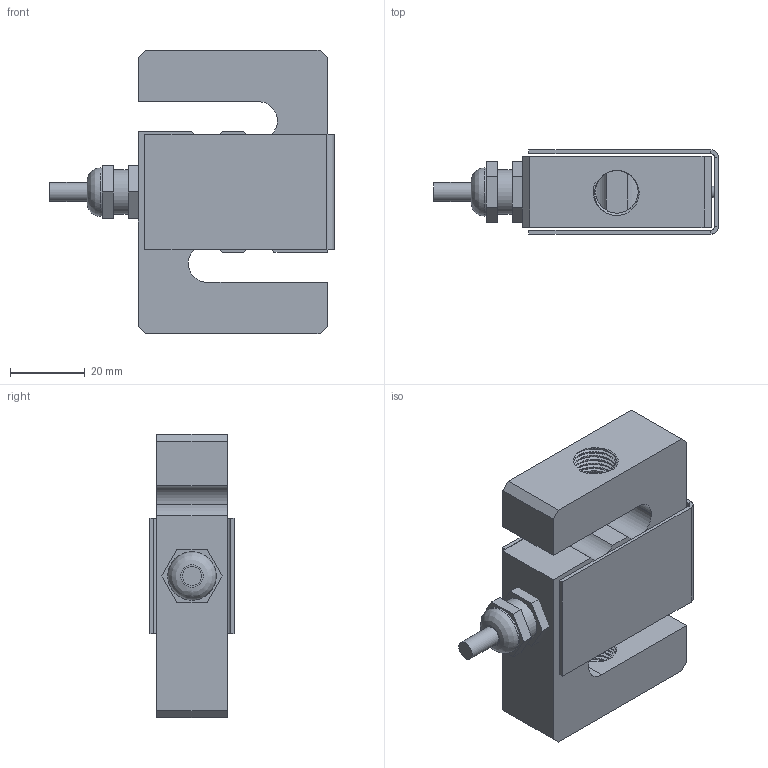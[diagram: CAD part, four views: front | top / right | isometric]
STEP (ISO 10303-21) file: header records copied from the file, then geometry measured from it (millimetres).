
FILE_DESCRIPTION(/* description */ (''),/* implementation_level */ '2;1');
FILE_NAME(/* name */ '101NSGS-500lb v2.step',/* time_stamp */ '2020-01-23T11:42:27-08:00',/* author */ (''),/* organization */ (''),/* preprocessor_version */ 'ST-DEVELOPER v18',/* originating_system */ 'Autodesk Translation Framework v8.12.0.6',/* authorisation */ '');
FILE_SCHEMA (('AUTOMOTIVE_DESIGN { 1 0 10303 214 3 1 1 }'));
Length unit declared in the file: millimetre
Products named in the file (2): 101NSGS-500lb; Connector v1
Assembly tree (1 placements, depth 2):
  101NSGS-500lb
    Connector v1
Bounding box: 76.31 x 22.61 x 76.2 mm (x, y, z)
Volume: 54307.9 mm3; surface area: 27556 mm2
Topology: 2 solids, 4 shells, 146 faces, 358 edges, 227 vertices
Faces by surface type: cylinder 79, plane 62, bspline 5
Full cylindrical faces by diameter (mm): 3 x2, 5.1 x1, 10 x1, 11.468 x30, 12 x1, 12.7 x20, 13 x1, 26.6 x1, 27.8 x2, 29.4 x2
Entity records: 9708 total; most frequent: CARTESIAN_POINT 6387, ORIENTED_EDGE 716, DIRECTION 592, EDGE_CURVE 358, VERTEX_POINT 227, LINE 198, VECTOR 198, AXIS2_PLACEMENT_3D 197
